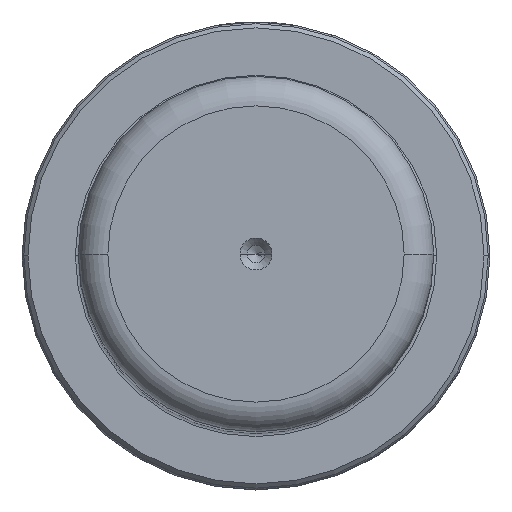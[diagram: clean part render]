
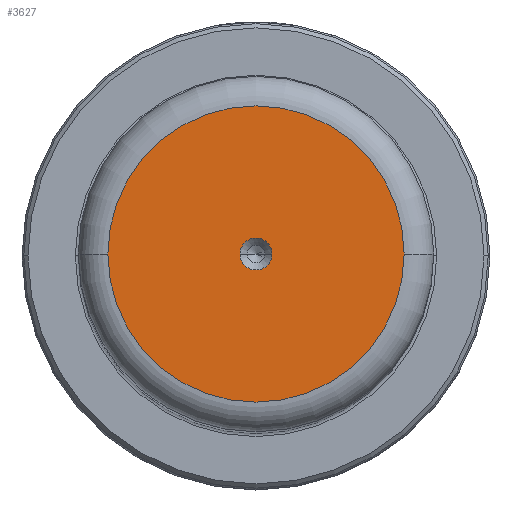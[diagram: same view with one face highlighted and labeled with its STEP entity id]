
A CAD part, top view. The second image highlights one B-rep face of the part: STEP entity #3627.
In plain terms, the highlighted planar face has unit normal (0, 0, 1).
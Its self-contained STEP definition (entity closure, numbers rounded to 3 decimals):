
#22 = CIRCLE ( 'NONE', #785, 2.7 ) ;
#27 = CARTESIAN_POINT ( 'NONE',  ( 2.7, 0., 242. ) ) ;
#95 = ORIENTED_EDGE ( 'NONE', *, *, #3542, .T. ) ;
#139 = CARTESIAN_POINT ( 'NONE',  ( 25.017, 0., 242. ) ) ;
#277 = DIRECTION ( 'NONE',  ( 1., 0., 0. ) ) ;
#392 = CARTESIAN_POINT ( 'NONE',  ( 0., 0., 242. ) ) ;
#442 = VERTEX_POINT ( 'NONE', #1755 ) ;
#553 = EDGE_CURVE ( 'NONE', #865, #442, #2995, .T. ) ;
#558 = DIRECTION ( 'NONE',  ( 0., 0., 1. ) ) ;
#617 = AXIS2_PLACEMENT_3D ( 'NONE', #1232, #2365, #952 ) ;
#633 = CARTESIAN_POINT ( 'NONE',  ( 0., 0., 242. ) ) ;
#785 = AXIS2_PLACEMENT_3D ( 'NONE', #392, #3483, #2158 ) ;
#831 = FACE_BOUND ( 'NONE', #1809, .T. ) ;
#865 = VERTEX_POINT ( 'NONE', #139 ) ;
#926 = DIRECTION ( 'NONE',  ( 1., 0., 0. ) ) ;
#952 = DIRECTION ( 'NONE',  ( 1., 0., 0. ) ) ;
#1075 = FACE_OUTER_BOUND ( 'NONE', #3239, .T. ) ;
#1196 = AXIS2_PLACEMENT_3D ( 'NONE', #2708, #3275, #2672 ) ;
#1232 = CARTESIAN_POINT ( 'NONE',  ( 0., 0., 242. ) ) ;
#1521 = DIRECTION ( 'NONE',  ( 0., 0., 1. ) ) ;
#1563 = CIRCLE ( 'NONE', #617, 25.017 ) ;
#1755 = CARTESIAN_POINT ( 'NONE',  ( -25.017, 0., 242. ) ) ;
#1809 = EDGE_LOOP ( 'NONE', ( #2678, #2235 ) ) ;
#1916 = EDGE_CURVE ( 'NONE', #2799, #2886, #2955, .T. ) ;
#1962 = CARTESIAN_POINT ( 'NONE',  ( 0., 0., 242. ) ) ;
#2158 = DIRECTION ( 'NONE',  ( 1., 0., 0. ) ) ;
#2235 = ORIENTED_EDGE ( 'NONE', *, *, #1916, .F. ) ;
#2241 = PLANE ( 'NONE',  #3445 ) ;
#2299 = CARTESIAN_POINT ( 'NONE',  ( -2.7, 0., 242. ) ) ;
#2365 = DIRECTION ( 'NONE',  ( 0., 0., 1. ) ) ;
#2377 = EDGE_CURVE ( 'NONE', #2886, #2799, #22, .T. ) ;
#2582 = ORIENTED_EDGE ( 'NONE', *, *, #553, .T. ) ;
#2672 = DIRECTION ( 'NONE',  ( 1., 0., 0. ) ) ;
#2678 = ORIENTED_EDGE ( 'NONE', *, *, #2377, .F. ) ;
#2708 = CARTESIAN_POINT ( 'NONE',  ( 0., 0., 242. ) ) ;
#2799 = VERTEX_POINT ( 'NONE', #2299 ) ;
#2886 = VERTEX_POINT ( 'NONE', #27 ) ;
#2955 = CIRCLE ( 'NONE', #1196, 2.7 ) ;
#2995 = CIRCLE ( 'NONE', #3477, 25.017 ) ;
#3239 = EDGE_LOOP ( 'NONE', ( #2582, #95 ) ) ;
#3275 = DIRECTION ( 'NONE',  ( 0., 0., 1. ) ) ;
#3445 = AXIS2_PLACEMENT_3D ( 'NONE', #1962, #558, #277 ) ;
#3477 = AXIS2_PLACEMENT_3D ( 'NONE', #633, #1521, #926 ) ;
#3483 = DIRECTION ( 'NONE',  ( 0., 0., 1. ) ) ;
#3542 = EDGE_CURVE ( 'NONE', #442, #865, #1563, .T. ) ;
#3627 = ADVANCED_FACE ( 'NONE', ( #831, #1075 ), #2241, .T. ) ;
